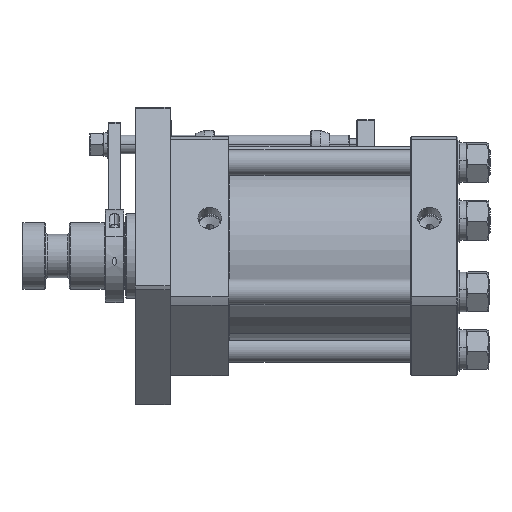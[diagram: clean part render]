
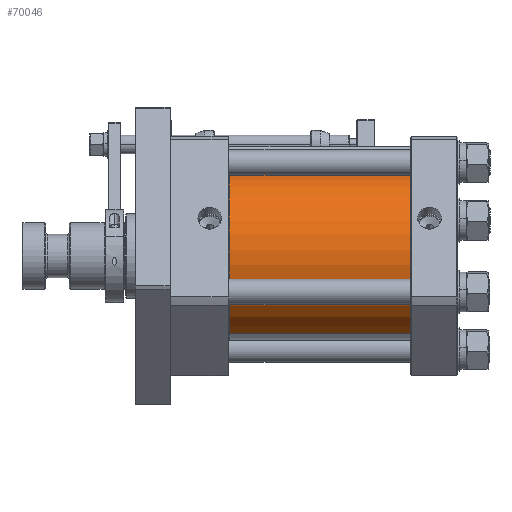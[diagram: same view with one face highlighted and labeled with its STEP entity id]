
A CAD part, left-side view. The second image highlights one B-rep face of the part: STEP entity #70046.
In plain terms, the highlighted cylindrical face has radius 90 mm (diameter 180 mm), a partial arc.
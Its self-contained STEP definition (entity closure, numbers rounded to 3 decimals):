
#807 = VERTEX_POINT ( 'NONE', #76328 ) ;
#4192 = FACE_OUTER_BOUND ( 'NONE', #27609, .T. ) ;
#4193 = CYLINDRICAL_SURFACE ( 'NONE', #47710, 90. ) ;
#6701 = LINE ( 'NONE', #40310, #29427 ) ;
#6702 = LINE ( 'NONE', #40315, #29429 ) ;
#6887 = CARTESIAN_POINT ( 'NONE',  ( -227.626, -73.084, -90. ) ) ;
#27609 = EDGE_LOOP ( 'NONE', ( #37268, #37269, #37267, #37270 ) ) ;
#29422 = CIRCLE ( 'NONE', #29431, 90. ) ;
#29427 = VECTOR ( 'NONE', #40312, 1000. ) ;
#29428 = CIRCLE ( 'NONE', #29430, 90. ) ;
#29429 = VECTOR ( 'NONE', #40316, 1000. ) ;
#29430 = AXIS2_PLACEMENT_3D ( 'NONE', #40319, #40321, #40322 ) ;
#29431 = AXIS2_PLACEMENT_3D ( 'NONE', #40325, #40326, #40328 ) ;
#31578 = VERTEX_POINT ( 'NONE', #66301 ) ;
#31893 = EDGE_CURVE ( 'NONE', #62208, #807, #6701, .T. ) ;
#31894 = EDGE_CURVE ( 'NONE', #31578, #58593, #6702, .T. ) ;
#31895 = EDGE_CURVE ( 'NONE', #62208, #31578, #29428, .T. ) ;
#31896 = EDGE_CURVE ( 'NONE', #807, #58593, #29422, .T. ) ;
#35260 = CARTESIAN_POINT ( 'NONE',  ( -419.626, -73.084, 90. ) ) ;
#37267 = ORIENTED_EDGE ( 'NONE', *, *, #31894, .T. ) ;
#37268 = ORIENTED_EDGE ( 'NONE', *, *, #31893, .F. ) ;
#37269 = ORIENTED_EDGE ( 'NONE', *, *, #31895, .T. ) ;
#37270 = ORIENTED_EDGE ( 'NONE', *, *, #31896, .F. ) ;
#40310 = CARTESIAN_POINT ( 'NONE',  ( -430.632, -73.084, -90. ) ) ;
#40312 = DIRECTION ( 'NONE',  ( -1., 0., 0. ) ) ;
#40315 = CARTESIAN_POINT ( 'NONE',  ( -430.632, -73.084, 90. ) ) ;
#40316 = DIRECTION ( 'NONE',  ( -1., 0., 0. ) ) ;
#40319 = CARTESIAN_POINT ( 'NONE',  ( -227.626, -73.084, 0. ) ) ;
#40321 = DIRECTION ( 'NONE',  ( -1., 0., 0. ) ) ;
#40322 = DIRECTION ( 'NONE',  ( 0., 0., 1. ) ) ;
#40325 = CARTESIAN_POINT ( 'NONE',  ( -419.626, -73.084, 0. ) ) ;
#40326 = DIRECTION ( 'NONE',  ( -1., 0., 0. ) ) ;
#40328 = DIRECTION ( 'NONE',  ( 0., 0., 1. ) ) ;
#47710 = AXIS2_PLACEMENT_3D ( 'NONE', #82158, #82159, #82160 ) ;
#58593 = VERTEX_POINT ( 'NONE', #35260 ) ;
#62208 = VERTEX_POINT ( 'NONE', #6887 ) ;
#66301 = CARTESIAN_POINT ( 'NONE',  ( -227.626, -73.084, 90. ) ) ;
#70046 = ADVANCED_FACE ( 'NONE', ( #4192 ), #4193, .T. ) ;
#76328 = CARTESIAN_POINT ( 'NONE',  ( -419.626, -73.084, -90. ) ) ;
#82158 = CARTESIAN_POINT ( 'NONE',  ( -430.632, -73.084, 0. ) ) ;
#82159 = DIRECTION ( 'NONE',  ( -1., 0., 0. ) ) ;
#82160 = DIRECTION ( 'NONE',  ( 0., 0., 1. ) ) ;
